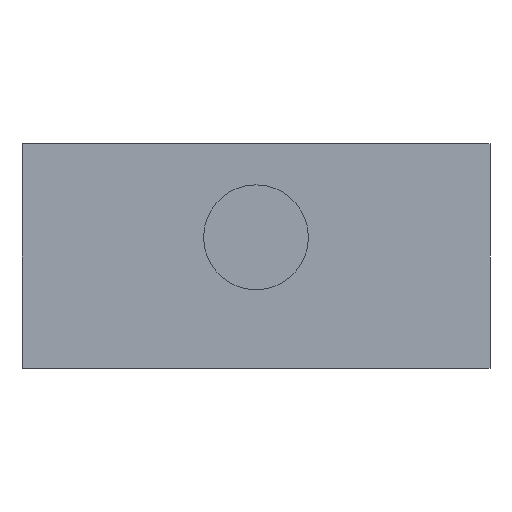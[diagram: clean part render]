
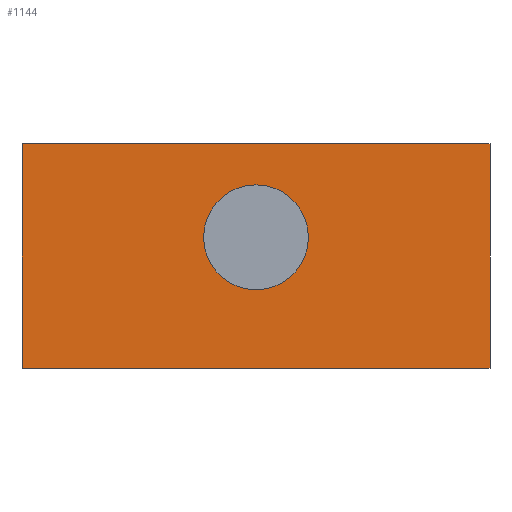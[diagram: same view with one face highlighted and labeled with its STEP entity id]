
A CAD part, front view. The second image highlights one B-rep face of the part: STEP entity #1144.
In plain terms, the highlighted planar face has unit normal (0, -1, 0).
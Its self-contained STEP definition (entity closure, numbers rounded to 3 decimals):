
#29=FACE_BOUND('',#123,.T.);
#36=CIRCLE('',#1225,2.8);
#62=FACE_OUTER_BOUND('',#122,.T.);
#122=EDGE_LOOP('',(#756,#757,#758,#759));
#123=EDGE_LOOP('',(#760));
#189=LINE('',#1630,#331);
#190=LINE('',#1632,#332);
#191=LINE('',#1634,#333);
#192=LINE('',#1635,#334);
#331=VECTOR('',#1314,10.);
#332=VECTOR('',#1315,10.);
#333=VECTOR('',#1316,10.);
#334=VECTOR('',#1317,10.);
#473=VERTEX_POINT('',#1628);
#474=VERTEX_POINT('',#1629);
#475=VERTEX_POINT('',#1631);
#476=VERTEX_POINT('',#1633);
#477=VERTEX_POINT('',#1636);
#586=EDGE_CURVE('',#473,#474,#189,.T.);
#587=EDGE_CURVE('',#474,#475,#190,.T.);
#588=EDGE_CURVE('',#475,#476,#191,.T.);
#589=EDGE_CURVE('',#476,#473,#192,.T.);
#590=EDGE_CURVE('',#477,#477,#36,.T.);
#756=ORIENTED_EDGE('',*,*,#586,.T.);
#757=ORIENTED_EDGE('',*,*,#587,.T.);
#758=ORIENTED_EDGE('',*,*,#588,.T.);
#759=ORIENTED_EDGE('',*,*,#589,.T.);
#760=ORIENTED_EDGE('',*,*,#590,.T.);
#1096=PLANE('',#1224);
#1144=ADVANCED_FACE('',(#62,#29),#1096,.T.);
#1224=AXIS2_PLACEMENT_3D('',#1627,#1312,#1313);
#1225=AXIS2_PLACEMENT_3D('',#1637,#1318,#1319);
#1312=DIRECTION('center_axis',(0.,-1.,0.));
#1313=DIRECTION('ref_axis',(0.,0.,-1.));
#1314=DIRECTION('',(-1.,0.,0.));
#1315=DIRECTION('',(0.,0.,-1.));
#1316=DIRECTION('',(1.,0.,0.));
#1317=DIRECTION('',(0.,0.,1.));
#1318=DIRECTION('center_axis',(0.,1.,0.));
#1319=DIRECTION('ref_axis',(-1.,0.,0.));
#1627=CARTESIAN_POINT('Origin',(0.,-23.2,6.));
#1628=CARTESIAN_POINT('',(12.5,-23.2,12.));
#1629=CARTESIAN_POINT('',(-12.5,-23.2,12.));
#1630=CARTESIAN_POINT('',(12.5,-23.2,12.));
#1631=CARTESIAN_POINT('',(-12.5,-23.2,0.));
#1632=CARTESIAN_POINT('',(-12.5,-23.2,12.));
#1633=CARTESIAN_POINT('',(12.5,-23.2,0.));
#1634=CARTESIAN_POINT('',(-12.5,-23.2,0.));
#1635=CARTESIAN_POINT('',(12.5,-23.2,0.));
#1636=CARTESIAN_POINT('',(-2.8,-23.2,7.));
#1637=CARTESIAN_POINT('Origin',(0.,-23.2,7.));
